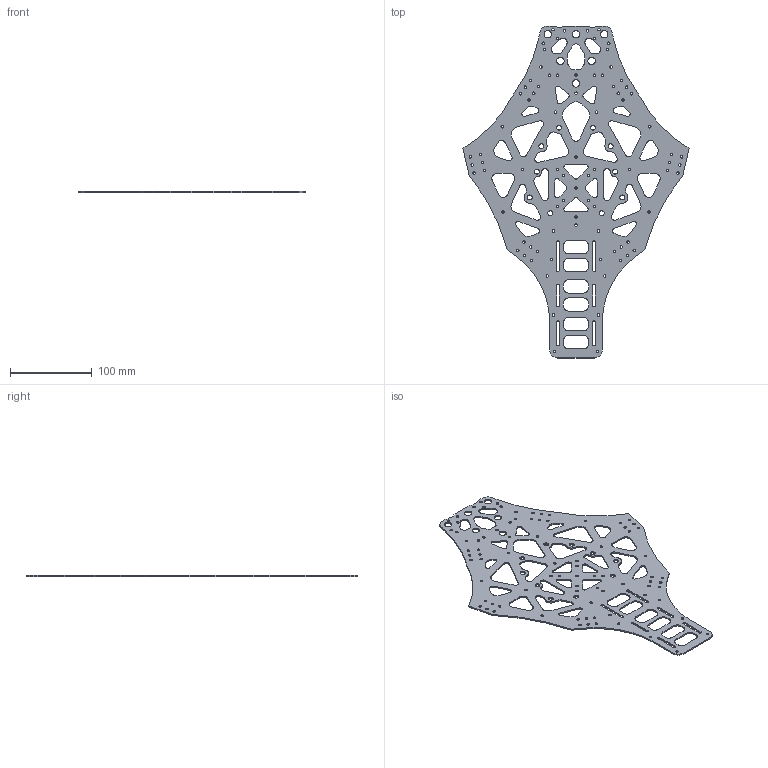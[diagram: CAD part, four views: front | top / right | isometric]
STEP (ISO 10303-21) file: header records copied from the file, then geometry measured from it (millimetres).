
FILE_DESCRIPTION(/* description */ (''),/* implementation_level */ '2;1');
FILE_NAME(/* name */ 'Scarab V3 Bot plate.stp',/* time_stamp */ '2014-06-11T18:18:24-04:00',/* author */ (''),/* organization */ (''),/* preprocessor_version */ 'ST-DEVELOPER v11',/* originating_system */ 'SIEMENS PLM Software NX 7.5',/* authorisation */ '');
FILE_SCHEMA (('CONFIG_CONTROL_DESIGN'));
Length unit declared in the file: millimetre
Products named in the file (1): Gear93A00yr8
Bounding box: 275.94 x 405 x 1.6 mm (x, y, z)
Volume: 70482.1 mm3; surface area: 96711.7 mm2
Topology: 1 solids, 1 shells, 411 faces, 1227 edges, 818 vertices
Faces by surface type: cylinder 265, plane 146
Full cylindrical faces by diameter (mm): 3 x78, 3.1 x6, 6 x10, 9 x6
Entity records: 14189 total; most frequent: DIRECTION 2481, CARTESIAN_POINT 2357, ORIENTED_EDGE 2254, EDGE_CURVE 1127, AXIS2_PLACEMENT_3D 942, VERTEX_POINT 818, EDGE_LOOP 787, LINE 597
